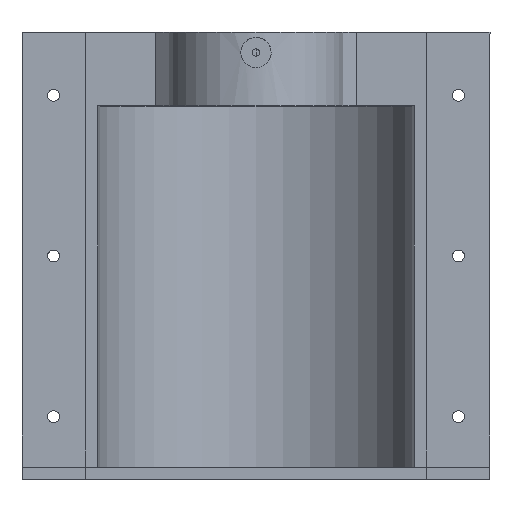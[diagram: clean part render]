
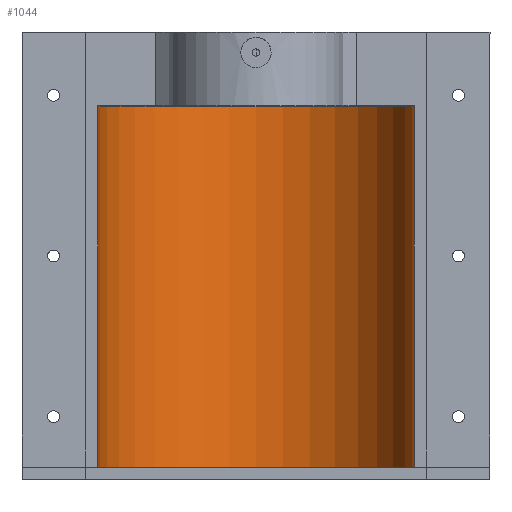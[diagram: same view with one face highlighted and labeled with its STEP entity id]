
A CAD part, top view. The second image highlights one B-rep face of the part: STEP entity #1044.
In plain terms, the highlighted cylindrical face has radius 62.75 mm (diameter 125.5 mm), a partial arc.
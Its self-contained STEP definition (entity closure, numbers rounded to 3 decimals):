
#117=FACE_OUTER_BOUND('',#188,.T.);
#188=EDGE_LOOP('',(#878,#879,#880,#881));
#233=LINE('',#1553,#341);
#242=LINE('',#1570,#350);
#341=VECTOR('',#1252,10.);
#350=VECTOR('',#1263,10.);
#426=CIRCLE('',#1094,62.75);
#453=CIRCLE('',#1155,62.75);
#461=VERTEX_POINT('',#1481);
#462=VERTEX_POINT('',#1482);
#491=VERTEX_POINT('',#1552);
#498=VERTEX_POINT('',#1568);
#558=EDGE_CURVE('',#461,#462,#426,.T.);
#593=EDGE_CURVE('',#491,#462,#233,.T.);
#602=EDGE_CURVE('',#498,#461,#242,.T.);
#658=EDGE_CURVE('',#498,#491,#453,.T.);
#878=ORIENTED_EDGE('',*,*,#658,.T.);
#879=ORIENTED_EDGE('',*,*,#593,.T.);
#880=ORIENTED_EDGE('',*,*,#558,.F.);
#881=ORIENTED_EDGE('',*,*,#602,.F.);
#1004=CYLINDRICAL_SURFACE('',#1154,62.75);
#1044=ADVANCED_FACE('',(#117),#1004,.F.);
#1094=AXIS2_PLACEMENT_3D('',#1483,#1194,#1195);
#1154=AXIS2_PLACEMENT_3D('',#1717,#1384,#1385);
#1155=AXIS2_PLACEMENT_3D('',#1718,#1386,#1387);
#1194=DIRECTION('center_axis',(0.,1.,0.));
#1195=DIRECTION('ref_axis',(-1.,0.,0.));
#1252=DIRECTION('',(0.,-1.,0.));
#1263=DIRECTION('',(0.,-1.,0.));
#1384=DIRECTION('center_axis',(0.,-1.,0.));
#1385=DIRECTION('ref_axis',(-1.,0.,0.));
#1386=DIRECTION('center_axis',(0.,1.,0.));
#1387=DIRECTION('ref_axis',(1.,0.,0.));
#1481=CARTESIAN_POINT('',(62.75,-93.,8.));
#1482=CARTESIAN_POINT('',(-62.75,-93.,8.));
#1483=CARTESIAN_POINT('Origin',(0.,-93.,
8.));
#1552=CARTESIAN_POINT('',(-62.75,50.109,8.));
#1553=CARTESIAN_POINT('',(-62.75,79.35,8.));
#1568=CARTESIAN_POINT('',(62.75,50.109,8.));
#1570=CARTESIAN_POINT('',(62.75,79.35,8.));
#1717=CARTESIAN_POINT('Origin',(0.,79.35,8.));
#1718=CARTESIAN_POINT('Origin',(0.,50.109,8.));
